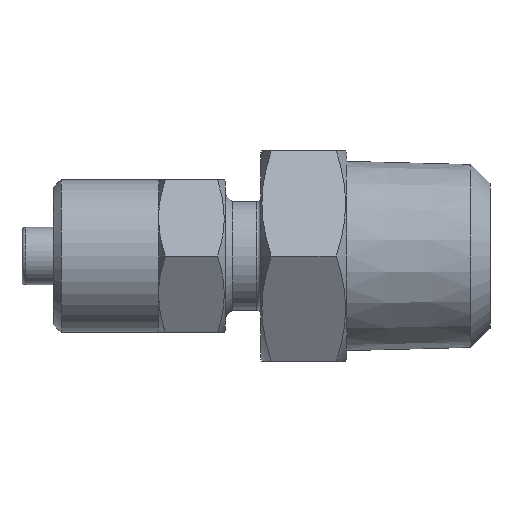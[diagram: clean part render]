
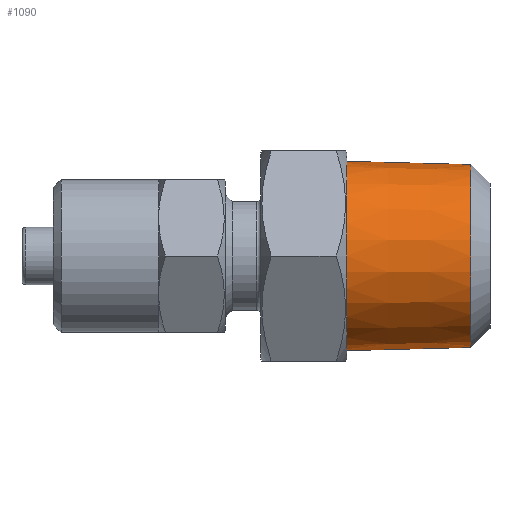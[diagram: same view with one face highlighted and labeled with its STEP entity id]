
A CAD part, left-side view. The second image highlights one B-rep face of the part: STEP entity #1090.
In plain terms, the highlighted conical face has half-angle 1.47 degrees and reference radius 4.954 mm.
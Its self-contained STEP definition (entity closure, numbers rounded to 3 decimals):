
#159 = EDGE_LOOP ( 'NONE', ( #209, #210, #211, #208 ) ) ;
#208 = ORIENTED_EDGE ( 'NONE', *, *, #1048, .T. ) ;
#209 = ORIENTED_EDGE ( 'NONE', *, *, #989, .F. ) ;
#210 = ORIENTED_EDGE ( 'NONE', *, *, #1049, .F. ) ;
#211 = ORIENTED_EDGE ( 'NONE', *, *, #986, .T. ) ;
#332 = LINE ( 'NONE', #1987, #2019 ) ;
#333 = LINE ( 'NONE', #1978, #431 ) ;
#422 = VERTEX_POINT ( 'NONE', #835 ) ;
#423 = VERTEX_POINT ( 'NONE', #834 ) ;
#431 = VECTOR ( 'NONE', #1977, 1000. ) ;
#540 = FACE_OUTER_BOUND ( 'NONE', #159, .T. ) ;
#834 = CARTESIAN_POINT ( 'NONE',  ( 0., 1., 4.787 ) ) ;
#835 = CARTESIAN_POINT ( 'NONE',  ( 0., 1., -4.787 ) ) ;
#888 = CIRCLE ( 'NONE', #895, 4.954 ) ;
#890 = CIRCLE ( 'NONE', #897, 4.787 ) ;
#895 = AXIS2_PLACEMENT_3D ( 'NONE', #1311, #1312, #1313 ) ;
#897 = AXIS2_PLACEMENT_3D ( 'NONE', #1314, #1315, #1316 ) ;
#955 = AXIS2_PLACEMENT_3D ( 'NONE', #1447, #1448, #1449 ) ;
#958 = CONICAL_SURFACE ( 'NONE', #955, 4.954, 0.026 ) ;
#986 = EDGE_CURVE ( 'NONE', #423, #1151, #332, .T. ) ;
#989 = EDGE_CURVE ( 'NONE', #422, #1224, #333, .T. ) ;
#1048 = EDGE_CURVE ( 'NONE', #1151, #1224, #888, .T. ) ;
#1049 = EDGE_CURVE ( 'NONE', #423, #422, #890, .T. ) ;
#1090 = ADVANCED_FACE ( 'NONE', ( #540 ), #958, .T. ) ;
#1151 = VERTEX_POINT ( 'NONE', #1644 ) ;
#1224 = VERTEX_POINT ( 'NONE', #1687 ) ;
#1311 = CARTESIAN_POINT ( 'NONE',  ( 0., 7.5, 0. ) ) ;
#1312 = DIRECTION ( 'NONE',  ( 0., -1., 0. ) ) ;
#1313 = DIRECTION ( 'NONE',  ( 0., 0., -1. ) ) ;
#1314 = CARTESIAN_POINT ( 'NONE',  ( 0., 1., 0. ) ) ;
#1315 = DIRECTION ( 'NONE',  ( 0., -1., 0. ) ) ;
#1316 = DIRECTION ( 'NONE',  ( 0., 0., -1. ) ) ;
#1447 = CARTESIAN_POINT ( 'NONE',  ( 0., 7.5, 0. ) ) ;
#1448 = DIRECTION ( 'NONE',  ( 0., 1., 0. ) ) ;
#1449 = DIRECTION ( 'NONE',  ( 0., 0., 1. ) ) ;
#1644 = CARTESIAN_POINT ( 'NONE',  ( 0., 7.5, 4.954 ) ) ;
#1687 = CARTESIAN_POINT ( 'NONE',  ( 0., 7.5, -4.954 ) ) ;
#1977 = DIRECTION ( 'NONE',  ( 0., 1., -0.026 ) ) ;
#1978 = CARTESIAN_POINT ( 'NONE',  ( 0., 7.5, -4.954 ) ) ;
#1986 = DIRECTION ( 'NONE',  ( 0., 1., 0.026 ) ) ;
#1987 = CARTESIAN_POINT ( 'NONE',  ( 0., 7.5, 4.954 ) ) ;
#2019 = VECTOR ( 'NONE', #1986, 1000. ) ;
